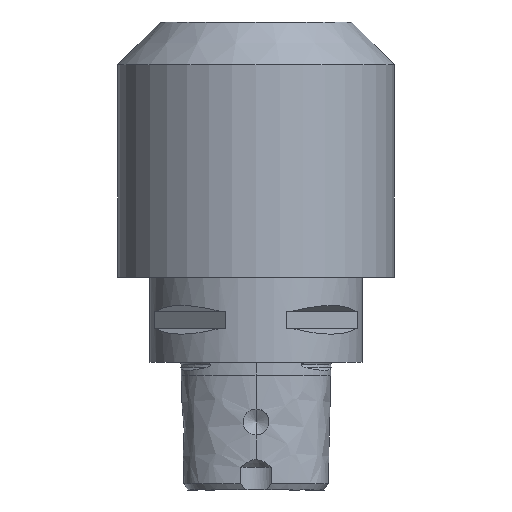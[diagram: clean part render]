
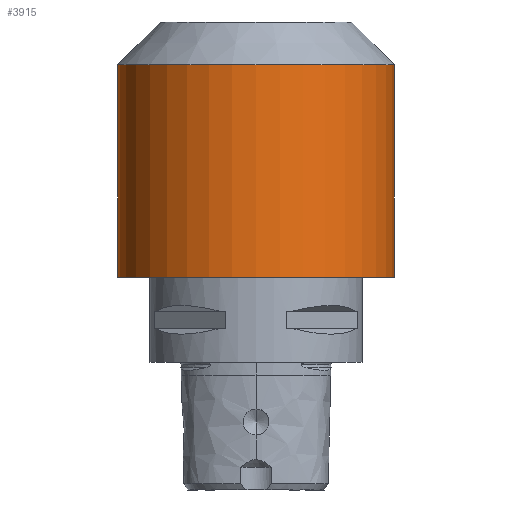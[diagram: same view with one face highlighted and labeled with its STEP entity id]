
A CAD part, front view. The second image highlights one B-rep face of the part: STEP entity #3915.
In plain terms, the highlighted cylindrical face has radius 32.5 mm (diameter 65 mm), a partial arc.
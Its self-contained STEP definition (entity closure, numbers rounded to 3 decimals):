
#117 = CYLINDRICAL_SURFACE ( 'NONE', #3746, 32.5 ) ;
#508 = EDGE_CURVE ( 'NONE', #3676, #2818, #754, .T. ) ;
#564 = FACE_OUTER_BOUND ( 'NONE', #2604, .T. ) ;
#639 = CARTESIAN_POINT ( 'NONE',  ( 0., 0., 70. ) ) ;
#683 = DIRECTION ( 'NONE',  ( 0., 0., -1. ) ) ;
#754 = CIRCLE ( 'NONE', #2276, 32.5 ) ;
#803 = DIRECTION ( 'NONE',  ( 0., 0., -1. ) ) ;
#860 = ORIENTED_EDGE ( 'NONE', *, *, #508, .F. ) ;
#1022 = EDGE_CURVE ( 'NONE', #3904, #3676, #2875, .T. ) ;
#1302 = CARTESIAN_POINT ( 'NONE',  ( -32.5, 0., 70. ) ) ;
#1318 = CARTESIAN_POINT ( 'NONE',  ( 32.5, 0., 20. ) ) ;
#1608 = VECTOR ( 'NONE', #4577, 1000. ) ;
#1745 = CARTESIAN_POINT ( 'NONE',  ( -32.5, 0., 0. ) ) ;
#1880 = ORIENTED_EDGE ( 'NONE', *, *, #1022, .F. ) ;
#1904 = CARTESIAN_POINT ( 'NONE',  ( 32.5, 0., 70. ) ) ;
#2211 = LINE ( 'NONE', #1745, #1608 ) ;
#2276 = AXIS2_PLACEMENT_3D ( 'NONE', #4290, #2899, #2862 ) ;
#2442 = EDGE_CURVE ( 'NONE', #3904, #3477, #4363, .T. ) ;
#2515 = ORIENTED_EDGE ( 'NONE', *, *, #2442, .T. ) ;
#2601 = CARTESIAN_POINT ( 'NONE',  ( 32.5, 0., 0. ) ) ;
#2604 = EDGE_LOOP ( 'NONE', ( #1880, #2515, #3049, #860 ) ) ;
#2607 = DIRECTION ( 'NONE',  ( 0., 0., -1. ) ) ;
#2770 = EDGE_CURVE ( 'NONE', #3477, #2818, #2211, .T. ) ;
#2818 = VERTEX_POINT ( 'NONE', #3885 ) ;
#2862 = DIRECTION ( 'NONE',  ( -1., 0., 0. ) ) ;
#2875 = LINE ( 'NONE', #2601, #2982 ) ;
#2899 = DIRECTION ( 'NONE',  ( 0., 0., -1. ) ) ;
#2982 = VECTOR ( 'NONE', #803, 1000. ) ;
#3049 = ORIENTED_EDGE ( 'NONE', *, *, #2770, .T. ) ;
#3127 = DIRECTION ( 'NONE',  ( -1., 0., 0. ) ) ;
#3477 = VERTEX_POINT ( 'NONE', #1302 ) ;
#3676 = VERTEX_POINT ( 'NONE', #1318 ) ;
#3746 = AXIS2_PLACEMENT_3D ( 'NONE', #4002, #2607, #4319 ) ;
#3885 = CARTESIAN_POINT ( 'NONE',  ( -32.5, 0., 20. ) ) ;
#3904 = VERTEX_POINT ( 'NONE', #1904 ) ;
#3915 = ADVANCED_FACE ( 'NONE', ( #564 ), #117, .T. ) ;
#4002 = CARTESIAN_POINT ( 'NONE',  ( 0., 0., 0. ) ) ;
#4290 = CARTESIAN_POINT ( 'NONE',  ( 0., 0., 20. ) ) ;
#4319 = DIRECTION ( 'NONE',  ( -1., 0., 0. ) ) ;
#4363 = CIRCLE ( 'NONE', #4369, 32.5 ) ;
#4369 = AXIS2_PLACEMENT_3D ( 'NONE', #639, #683, #3127 ) ;
#4577 = DIRECTION ( 'NONE',  ( 0., 0., -1. ) ) ;
